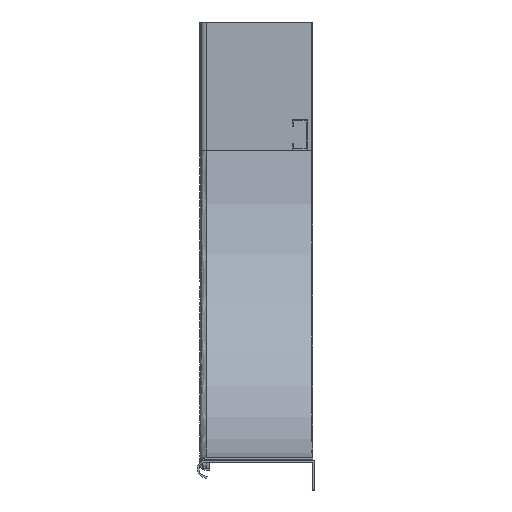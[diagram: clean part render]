
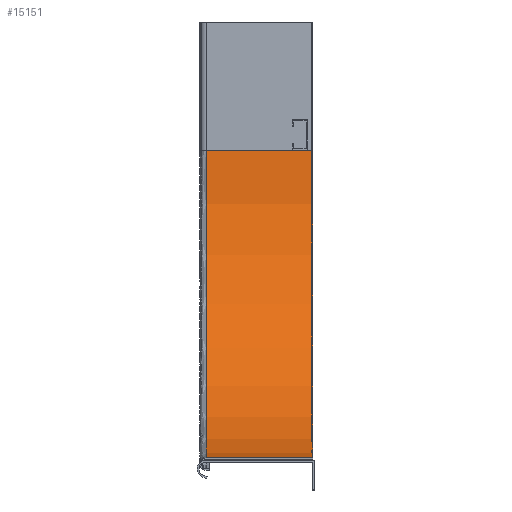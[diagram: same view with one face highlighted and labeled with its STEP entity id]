
A CAD part, left-side view. The second image highlights one B-rep face of the part: STEP entity #15151.
In plain terms, the highlighted cylindrical face has radius 300 mm (diameter 600 mm), a partial arc.
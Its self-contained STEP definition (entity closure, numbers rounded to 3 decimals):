
#288 = VERTEX_POINT ( 'NONE', #14256 ) ;
#754 = AXIS2_PLACEMENT_3D ( 'NONE', #14497, #12508, #10600 ) ;
#2248 = CARTESIAN_POINT ( 'NONE',  ( 0., 0., -125. ) ) ;
#3536 = VERTEX_POINT ( 'NONE', #2248 ) ;
#4000 = EDGE_CURVE ( 'NONE', #288, #8188, #14409, .T. ) ;
#4970 = ORIENTED_EDGE ( 'NONE', *, *, #23734, .F. ) ;
#6649 = CARTESIAN_POINT ( 'NONE',  ( 0., 104., -125. ) ) ;
#7703 = EDGE_LOOP ( 'NONE', ( #8657, #22244, #4970, #8686 ) ) ;
#8188 = VERTEX_POINT ( 'NONE', #23483 ) ;
#8657 = ORIENTED_EDGE ( 'NONE', *, *, #14470, .F. ) ;
#8686 = ORIENTED_EDGE ( 'NONE', *, *, #19806, .F. ) ;
#9374 = CIRCLE ( 'NONE', #17816, 300. ) ;
#10378 = DIRECTION ( 'NONE',  ( 0., 1., 0. ) ) ;
#10600 = DIRECTION ( 'NONE',  ( 0., 0., -1. ) ) ;
#11309 = CARTESIAN_POINT ( 'NONE',  ( 300., 0., -425. ) ) ;
#11445 = DIRECTION ( 'NONE',  ( 0., -1., 0. ) ) ;
#11991 = VECTOR ( 'NONE', #16664, 1000. ) ;
#12508 = DIRECTION ( 'NONE',  ( 0., -1., 0. ) ) ;
#12855 = AXIS2_PLACEMENT_3D ( 'NONE', #23228, #11445, #25153 ) ;
#14114 = VECTOR ( 'NONE', #17439, 1000. ) ;
#14256 = CARTESIAN_POINT ( 'NONE',  ( 300., 104., -425. ) ) ;
#14409 = LINE ( 'NONE', #11309, #14114 ) ;
#14470 = EDGE_CURVE ( 'NONE', #8188, #3536, #9374, .T. ) ;
#14497 = CARTESIAN_POINT ( 'NONE',  ( 300., 0., -125. ) ) ;
#14619 = CARTESIAN_POINT ( 'NONE',  ( 0., 0., -125. ) ) ;
#15151 = ADVANCED_FACE ( 'NONE', ( #23139 ), #20678, .F. ) ;
#16664 = DIRECTION ( 'NONE',  ( 0., 1., 0. ) ) ;
#17032 = VERTEX_POINT ( 'NONE', #6649 ) ;
#17439 = DIRECTION ( 'NONE',  ( 0., -1., 0. ) ) ;
#17816 = AXIS2_PLACEMENT_3D ( 'NONE', #22179, #10378, #24115 ) ;
#19806 = EDGE_CURVE ( 'NONE', #3536, #17032, #22456, .T. ) ;
#20678 = CYLINDRICAL_SURFACE ( 'NONE', #754, 300. ) ;
#22179 = CARTESIAN_POINT ( 'NONE',  ( 300., 0., -125. ) ) ;
#22244 = ORIENTED_EDGE ( 'NONE', *, *, #4000, .F. ) ;
#22456 = LINE ( 'NONE', #14619, #11991 ) ;
#23139 = FACE_OUTER_BOUND ( 'NONE', #7703, .T. ) ;
#23228 = CARTESIAN_POINT ( 'NONE',  ( 300., 104., -125. ) ) ;
#23483 = CARTESIAN_POINT ( 'NONE',  ( 300., 0., -425. ) ) ;
#23734 = EDGE_CURVE ( 'NONE', #17032, #288, #24781, .T. ) ;
#24115 = DIRECTION ( 'NONE',  ( 0., 0., -1. ) ) ;
#24781 = CIRCLE ( 'NONE', #12855, 300. ) ;
#25153 = DIRECTION ( 'NONE',  ( 0., 0., -1. ) ) ;
